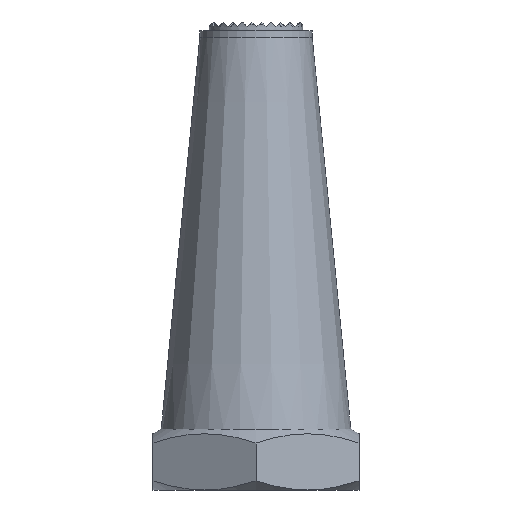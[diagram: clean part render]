
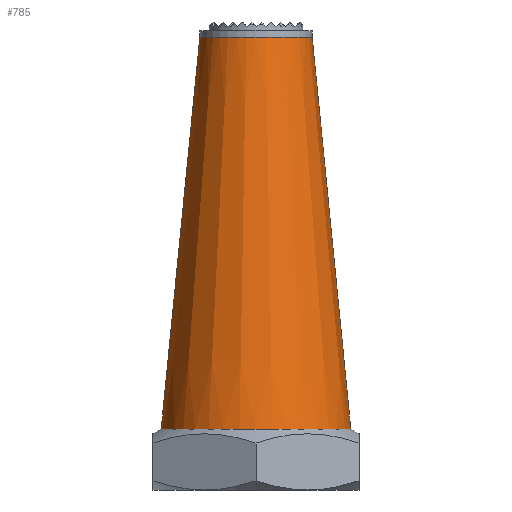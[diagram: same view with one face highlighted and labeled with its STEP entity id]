
A CAD part, front view. The second image highlights one B-rep face of the part: STEP entity #785.
In plain terms, the highlighted conical face has half-angle 5.626 degrees and reference radius 5.06 mm.
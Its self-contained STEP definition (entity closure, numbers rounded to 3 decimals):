
#41 = EDGE_CURVE ( 'NONE', #5702, #1980, #980, .T. ) ;
#133 = CARTESIAN_POINT ( 'NONE',  ( -5.06, 0., 3.254 ) ) ;
#313 = VECTOR ( 'NONE', #1626, 1000. ) ;
#514 = ORIENTED_EDGE ( 'NONE', *, *, #1433, .F. ) ;
#647 = FACE_OUTER_BOUND ( 'NONE', #4604, .T. ) ;
#785 = ADVANCED_FACE ( 'NONE', ( #647 ), #5412, .T. ) ;
#796 = DIRECTION ( 'NONE',  ( 0., 0., -1. ) ) ;
#980 = CIRCLE ( 'NONE', #4728, 5.06 ) ;
#1043 = EDGE_CURVE ( 'NONE', #4315, #2196, #5990, .T. ) ;
#1358 = ORIENTED_EDGE ( 'NONE', *, *, #3458, .T. ) ;
#1433 = EDGE_CURVE ( 'NONE', #4315, #5702, #6580, .T. ) ;
#1626 = DIRECTION ( 'NONE',  ( 0.098, 0., -0.995 ) ) ;
#1659 = CARTESIAN_POINT ( 'NONE',  ( -3., 0., 24.167 ) ) ;
#1814 = DIRECTION ( 'NONE',  ( 0., 0., -1. ) ) ;
#1980 = VERTEX_POINT ( 'NONE', #133 ) ;
#2196 = VERTEX_POINT ( 'NONE', #1659 ) ;
#2207 = DIRECTION ( 'NONE',  ( 1., 0., 0. ) ) ;
#2319 = CARTESIAN_POINT ( 'NONE',  ( 0., 0., 3.254 ) ) ;
#3458 = EDGE_CURVE ( 'NONE', #2196, #1980, #3557, .T. ) ;
#3557 = LINE ( 'NONE', #4788, #4895 ) ;
#3919 = CARTESIAN_POINT ( 'NONE',  ( 0., 0., 3.254 ) ) ;
#4171 = ORIENTED_EDGE ( 'NONE', *, *, #1043, .T. ) ;
#4315 = VERTEX_POINT ( 'NONE', #6028 ) ;
#4588 = CARTESIAN_POINT ( 'NONE',  ( 5.06, 0., 3.254 ) ) ;
#4604 = EDGE_LOOP ( 'NONE', ( #4171, #1358, #5147, #514 ) ) ;
#4728 = AXIS2_PLACEMENT_3D ( 'NONE', #3919, #1814, #2207 ) ;
#4788 = CARTESIAN_POINT ( 'NONE',  ( -5.06, 0., 3.254 ) ) ;
#4895 = VECTOR ( 'NONE', #6423, 1000. ) ;
#4961 = DIRECTION ( 'NONE',  ( 1., 0., 0. ) ) ;
#5061 = AXIS2_PLACEMENT_3D ( 'NONE', #5783, #796, #4961 ) ;
#5086 = DIRECTION ( 'NONE',  ( 1., 0., 0. ) ) ;
#5147 = ORIENTED_EDGE ( 'NONE', *, *, #41, .F. ) ;
#5301 = AXIS2_PLACEMENT_3D ( 'NONE', #2319, #5592, #5086 ) ;
#5412 = CONICAL_SURFACE ( 'NONE', #5301, 5.06, 0.098 ) ;
#5525 = CARTESIAN_POINT ( 'NONE',  ( 5.06, 0., 3.254 ) ) ;
#5592 = DIRECTION ( 'NONE',  ( 0., 0., -1. ) ) ;
#5702 = VERTEX_POINT ( 'NONE', #4588 ) ;
#5783 = CARTESIAN_POINT ( 'NONE',  ( 0., 0., 24.167 ) ) ;
#5990 = CIRCLE ( 'NONE', #5061, 3. ) ;
#6028 = CARTESIAN_POINT ( 'NONE',  ( 3., 0., 24.167 ) ) ;
#6423 = DIRECTION ( 'NONE',  ( -0.098, 0., -0.995 ) ) ;
#6580 = LINE ( 'NONE', #5525, #313 ) ;
